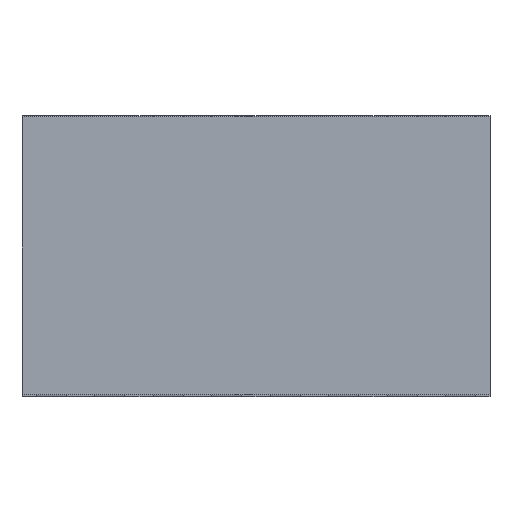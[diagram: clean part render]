
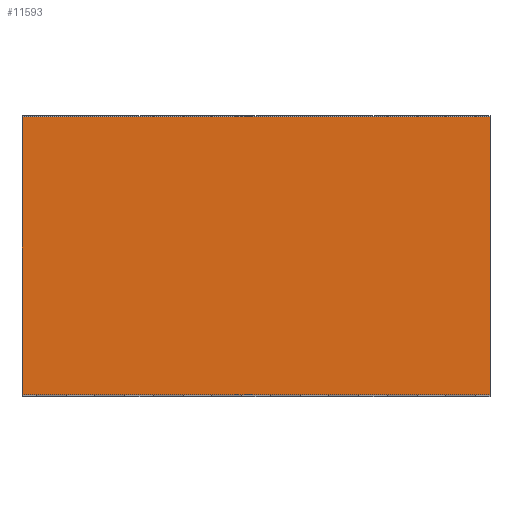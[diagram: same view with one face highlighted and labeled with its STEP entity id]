
A CAD part, top view. The second image highlights one B-rep face of the part: STEP entity #11593.
In plain terms, the highlighted face is planar.
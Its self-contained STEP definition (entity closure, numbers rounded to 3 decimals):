
#11242=DIRECTION('',(1.,0.,0.));
#11243=VECTOR('',#11242,59.4);
#11244=CARTESIAN_POINT('',(-29.7,1.5,50.));
#11245=LINE('',#11244,#11243);
#11250=DIRECTION('',(1.,0.,0.));
#11251=VECTOR('',#11250,59.4);
#11252=CARTESIAN_POINT('',(-29.7,1.5,-50.));
#11253=LINE('',#11252,#11251);
#11254=DIRECTION('',(0.,0.,1.));
#11255=VECTOR('',#11254,100.);
#11256=CARTESIAN_POINT('',(29.7,1.5,-50.));
#11257=LINE('',#11256,#11255);
#11262=DIRECTION('',(0.,0.,1.));
#11263=VECTOR('',#11262,100.);
#11264=CARTESIAN_POINT('',(-29.7,1.5,-50.));
#11265=LINE('',#11264,#11263);
#11426=CARTESIAN_POINT('',(29.7,1.5,-50.));
#11427=CARTESIAN_POINT('',(29.7,1.5,50.));
#11428=VERTEX_POINT('',#11426);
#11429=VERTEX_POINT('',#11427);
#11430=CARTESIAN_POINT('',(-29.7,1.5,-50.));
#11431=CARTESIAN_POINT('',(-29.7,1.5,50.));
#11432=VERTEX_POINT('',#11430);
#11433=VERTEX_POINT('',#11431);
#11581=CARTESIAN_POINT('',(-28.2,1.5,-50.));
#11582=DIRECTION('',(0.,1.,0.));
#11583=DIRECTION('',(-1.,0.,0.));
#11584=AXIS2_PLACEMENT_3D('',#11581,#11582,#11583);
#11585=PLANE('',#11584);
#11586=ORIENTED_EDGE('',*,*,#11563,.F.);
#11588=ORIENTED_EDGE('',*,*,#11587,.F.);
#11589=ORIENTED_EDGE('',*,*,#11467,.T.);
#11590=ORIENTED_EDGE('',*,*,#11576,.T.);
#11591=EDGE_LOOP('',(#11586,#11588,#11589,#11590));
#11592=FACE_OUTER_BOUND('',#11591,.F.);
#11467=EDGE_CURVE('',#11432,#11428,#11253,.T.);
#11563=EDGE_CURVE('',#11433,#11429,#11245,.T.);
#11576=EDGE_CURVE('',#11428,#11429,#11257,.T.);
#11587=EDGE_CURVE('',#11432,#11433,#11265,.T.);
#11593=ADVANCED_FACE('',(#11592),#11585,.T.);
